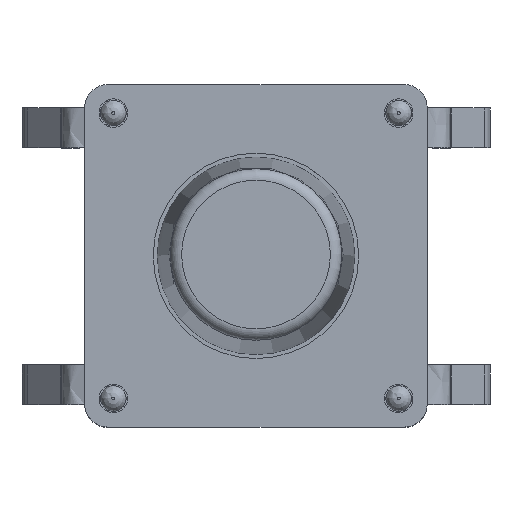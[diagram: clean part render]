
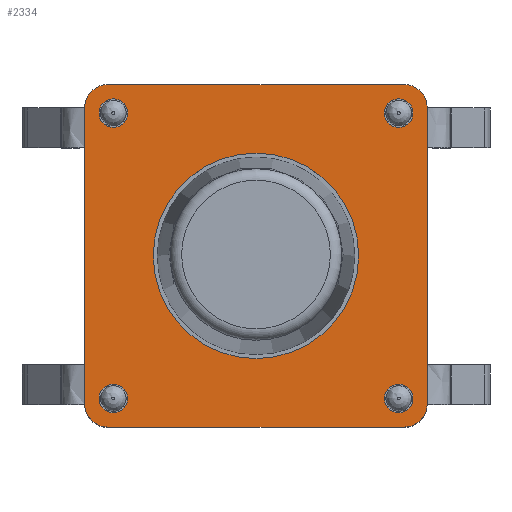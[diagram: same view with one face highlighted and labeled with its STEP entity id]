
A CAD part, top view. The second image highlights one B-rep face of the part: STEP entity #2334.
In plain terms, the highlighted planar face has unit normal (0, 0, 1).
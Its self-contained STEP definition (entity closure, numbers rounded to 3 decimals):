
#56=FACE_BOUND('',#478,.T.);
#57=FACE_BOUND('',#479,.T.);
#58=FACE_BOUND('',#480,.T.);
#59=FACE_BOUND('',#481,.T.);
#60=FACE_BOUND('',#482,.T.);
#159=CIRCLE('',#2550,0.25);
#161=CIRCLE('',#2553,0.25);
#163=CIRCLE('',#2556,0.25);
#165=CIRCLE('',#2559,0.25);
#167=CIRCLE('',#2562,0.4);
#173=CIRCLE('',#2571,0.4);
#174=CIRCLE('',#2574,0.4);
#175=CIRCLE('',#2577,0.4);
#176=CIRCLE('',#2579,1.8);
#331=FACE_OUTER_BOUND('',#477,.T.);
#477=EDGE_LOOP('',(#2031,#2032,#2033,#2034,#2035,#2036,#2037,#2038));
#478=EDGE_LOOP('',(#2039));
#479=EDGE_LOOP('',(#2040));
#480=EDGE_LOOP('',(#2041));
#481=EDGE_LOOP('',(#2042));
#482=EDGE_LOOP('',(#2043));
#683=LINE('',#3872,#901);
#689=LINE('',#3894,#907);
#692=LINE('',#3902,#910);
#695=LINE('',#3912,#913);
#901=VECTOR('',#3129,10.);
#907=VECTOR('',#3151,10.);
#910=VECTOR('',#3160,10.);
#913=VECTOR('',#3173,10.);
#1103=VERTEX_POINT('',#3835);
#1105=VERTEX_POINT('',#3841);
#1107=VERTEX_POINT('',#3847);
#1109=VERTEX_POINT('',#3853);
#1111=VERTEX_POINT('',#3859);
#1112=VERTEX_POINT('',#3860);
#1116=VERTEX_POINT('',#3870);
#1123=VERTEX_POINT('',#3888);
#1124=VERTEX_POINT('',#3892);
#1125=VERTEX_POINT('',#3896);
#1126=VERTEX_POINT('',#3897);
#1127=VERTEX_POINT('',#3904);
#1128=VERTEX_POINT('',#3908);
#1401=EDGE_CURVE('',#1103,#1103,#159,.T.);
#1404=EDGE_CURVE('',#1105,#1105,#161,.T.);
#1407=EDGE_CURVE('',#1107,#1107,#163,.T.);
#1410=EDGE_CURVE('',#1109,#1109,#165,.T.);
#1413=EDGE_CURVE('',#1111,#1112,#167,.T.);
#1419=EDGE_CURVE('',#1111,#1116,#683,.T.);
#1427=EDGE_CURVE('',#1123,#1116,#173,.T.);
#1430=EDGE_CURVE('',#1123,#1124,#689,.T.);
#1431=EDGE_CURVE('',#1125,#1126,#174,.T.);
#1434=EDGE_CURVE('',#1125,#1112,#692,.T.);
#1435=EDGE_CURVE('',#1127,#1124,#175,.T.);
#1437=EDGE_CURVE('',#1128,#1128,#176,.T.);
#1439=EDGE_CURVE('',#1127,#1126,#695,.T.);
#2031=ORIENTED_EDGE('',*,*,#1413,.F.);
#2032=ORIENTED_EDGE('',*,*,#1419,.T.);
#2033=ORIENTED_EDGE('',*,*,#1427,.F.);
#2034=ORIENTED_EDGE('',*,*,#1430,.T.);
#2035=ORIENTED_EDGE('',*,*,#1435,.F.);
#2036=ORIENTED_EDGE('',*,*,#1439,.T.);
#2037=ORIENTED_EDGE('',*,*,#1431,.F.);
#2038=ORIENTED_EDGE('',*,*,#1434,.T.);
#2039=ORIENTED_EDGE('',*,*,#1401,.T.);
#2040=ORIENTED_EDGE('',*,*,#1404,.T.);
#2041=ORIENTED_EDGE('',*,*,#1407,.T.);
#2042=ORIENTED_EDGE('',*,*,#1410,.T.);
#2043=ORIENTED_EDGE('',*,*,#1437,.T.);
#2215=PLANE('',#2581);
#2334=ADVANCED_FACE('',(#331,#56,#57,#58,#59,#60),#2215,.T.);
#2550=AXIS2_PLACEMENT_3D('',#3836,#3091,#3092);
#2553=AXIS2_PLACEMENT_3D('',#3842,#3098,#3099);
#2556=AXIS2_PLACEMENT_3D('',#3848,#3105,#3106);
#2559=AXIS2_PLACEMENT_3D('',#3854,#3112,#3113);
#2562=AXIS2_PLACEMENT_3D('',#3861,#3119,#3120);
#2571=AXIS2_PLACEMENT_3D('',#3889,#3145,#3146);
#2574=AXIS2_PLACEMENT_3D('',#3898,#3154,#3155);
#2577=AXIS2_PLACEMENT_3D('',#3905,#3163,#3164);
#2579=AXIS2_PLACEMENT_3D('',#3909,#3168,#3169);
#2581=AXIS2_PLACEMENT_3D('',#3913,#3174,#3175);
#3091=DIRECTION('center_axis',(0.,0.,-1.));
#3092=DIRECTION('ref_axis',(1.,0.,0.));
#3098=DIRECTION('center_axis',(0.,0.,-1.));
#3099=DIRECTION('ref_axis',(1.,0.,0.));
#3105=DIRECTION('center_axis',(0.,0.,-1.));
#3106=DIRECTION('ref_axis',(1.,0.,0.));
#3112=DIRECTION('center_axis',(0.,0.,-1.));
#3113=DIRECTION('ref_axis',(1.,0.,0.));
#3119=DIRECTION('center_axis',(0.,0.,-1.));
#3120=DIRECTION('ref_axis',(0.707,-0.707,0.));
#3129=DIRECTION('',(0.,1.,0.));
#3145=DIRECTION('center_axis',(0.,0.,-1.));
#3146=DIRECTION('ref_axis',(0.707,0.707,0.));
#3151=DIRECTION('',(-1.,0.,0.));
#3154=DIRECTION('center_axis',(0.,0.,-1.));
#3155=DIRECTION('ref_axis',(-0.707,-0.707,0.));
#3160=DIRECTION('',(1.,0.,0.));
#3163=DIRECTION('center_axis',(0.,0.,-1.));
#3164=DIRECTION('ref_axis',(-0.707,0.707,0.));
#3168=DIRECTION('center_axis',(0.,0.,-1.));
#3169=DIRECTION('ref_axis',(1.,0.,0.));
#3173=DIRECTION('',(0.,-1.,0.));
#3174=DIRECTION('center_axis',(0.,0.,1.));
#3175=DIRECTION('ref_axis',(1.,0.,0.));
#3835=CARTESIAN_POINT('',(2.25,2.5,3.6));
#3836=CARTESIAN_POINT('Origin',(2.5,2.5,3.6));
#3841=CARTESIAN_POINT('',(-2.75,-2.5,3.6));
#3842=CARTESIAN_POINT('Origin',(-2.5,-2.5,3.6));
#3847=CARTESIAN_POINT('',(-2.75,2.5,3.6));
#3848=CARTESIAN_POINT('Origin',(-2.5,2.5,3.6));
#3853=CARTESIAN_POINT('',(2.25,-2.5,3.6));
#3854=CARTESIAN_POINT('Origin',(2.5,-2.5,3.6));
#3859=CARTESIAN_POINT('',(3.,-2.6,3.6));
#3860=CARTESIAN_POINT('',(2.6,-3.,3.6));
#3861=CARTESIAN_POINT('Origin',(2.6,-2.6,3.6));
#3870=CARTESIAN_POINT('',(3.,2.6,3.6));
#3872=CARTESIAN_POINT('',(3.,3.,3.6));
#3888=CARTESIAN_POINT('',(2.6,3.,3.6));
#3889=CARTESIAN_POINT('Origin',(2.6,2.6,3.6));
#3892=CARTESIAN_POINT('',(-2.6,3.,3.6));
#3894=CARTESIAN_POINT('',(-3.,3.,3.6));
#3896=CARTESIAN_POINT('',(-2.6,-3.,3.6));
#3897=CARTESIAN_POINT('',(-3.,-2.6,3.6));
#3898=CARTESIAN_POINT('Origin',(-2.6,-2.6,3.6));
#3902=CARTESIAN_POINT('',(3.,-3.,3.6));
#3904=CARTESIAN_POINT('',(-3.,2.6,3.6));
#3905=CARTESIAN_POINT('Origin',(-2.6,2.6,3.6));
#3908=CARTESIAN_POINT('',(-1.8,0.,3.6));
#3909=CARTESIAN_POINT('Origin',(0.,0.,3.6));
#3912=CARTESIAN_POINT('',(-3.,-3.,3.6));
#3913=CARTESIAN_POINT('Origin',(0.,0.,
3.6));
